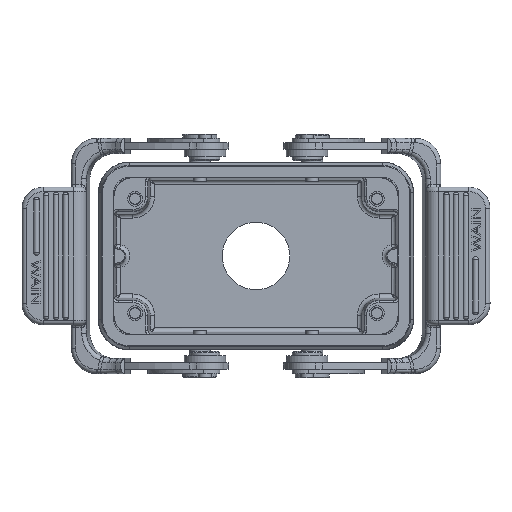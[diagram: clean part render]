
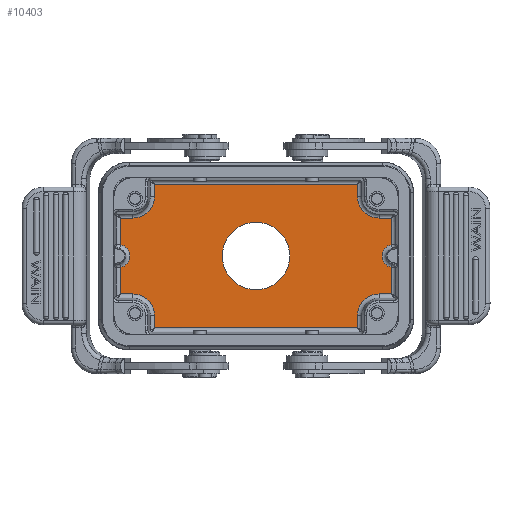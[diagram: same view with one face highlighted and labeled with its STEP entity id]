
A CAD part, front view. The second image highlights one B-rep face of the part: STEP entity #10403.
In plain terms, the highlighted planar face has unit normal (0, -1, 0).
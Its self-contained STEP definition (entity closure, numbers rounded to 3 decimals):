
#10403=ADVANCED_FACE('',(#12385,#12386),#11647,.T.);
#11647=PLANE('',#34358);
#12385=FACE_BOUND('',#13375,.T.);
#12386=FACE_BOUND('',#13376,.T.);
#13375=EDGE_LOOP('',(#18092));
#13376=EDGE_LOOP('',(#18093,#18094,#18095,#18096,#18097,#18098,#18099,#18100,
#18101,#18102,#18103,#18104,#18105,#18106,#18107,#18108,#18109,#18110,#18111,
#18112));
#14722=CIRCLE('',#34174,7.95);
#14742=CIRCLE('',#34214,5.053);
#14747=CIRCLE('',#34223,5.053);
#14774=CIRCLE('',#34288,2.772);
#14781=CIRCLE('',#34300,5.053);
#14793=CIRCLE('',#34323,5.053);
#14807=CIRCLE('',#34357,2.772);
#18092=ORIENTED_EDGE('',*,*,#26575,.F.);
#18093=ORIENTED_EDGE('',*,*,#26622,.T.);
#18094=ORIENTED_EDGE('',*,*,#26626,.F.);
#18095=ORIENTED_EDGE('',*,*,#26629,.T.);
#18096=ORIENTED_EDGE('',*,*,#26634,.T.);
#18097=ORIENTED_EDGE('',*,*,#26638,.T.);
#18098=ORIENTED_EDGE('',*,*,#26642,.F.);
#18099=ORIENTED_EDGE('',*,*,#26645,.T.);
#18100=ORIENTED_EDGE('',*,*,#26617,.T.);
#18101=ORIENTED_EDGE('',*,*,#26803,.F.);
#18102=ORIENTED_EDGE('',*,*,#26804,.T.);
#18103=ORIENTED_EDGE('',*,*,#26723,.T.);
#18104=ORIENTED_EDGE('',*,*,#26727,.F.);
#18105=ORIENTED_EDGE('',*,*,#26746,.T.);
#18106=ORIENTED_EDGE('',*,*,#26750,.T.);
#18107=ORIENTED_EDGE('',*,*,#26754,.T.);
#18108=ORIENTED_EDGE('',*,*,#26758,.F.);
#18109=ORIENTED_EDGE('',*,*,#26761,.T.);
#18110=ORIENTED_EDGE('',*,*,#26715,.T.);
#18111=ORIENTED_EDGE('',*,*,#26710,.F.);
#18112=ORIENTED_EDGE('',*,*,#26802,.T.);
#23724=VERTEX_POINT('',#47208);
#23755=VERTEX_POINT('',#47344);
#23758=VERTEX_POINT('',#47349);
#23761=VERTEX_POINT('',#47359);
#23763=VERTEX_POINT('',#47418);
#23765=VERTEX_POINT('',#47440);
#23767=VERTEX_POINT('',#47449);
#23770=VERTEX_POINT('',#47516);
#23773=VERTEX_POINT('',#47579);
#23775=VERTEX_POINT('',#47601);
#23815=VERTEX_POINT('',#47905);
#23816=VERTEX_POINT('',#47909);
#23817=VERTEX_POINT('',#47918);
#23823=VERTEX_POINT('',#47936);
#23825=VERTEX_POINT('',#47995);
#23827=VERTEX_POINT('',#48017);
#23838=VERTEX_POINT('',#48058);
#23840=VERTEX_POINT('',#48123);
#23843=VERTEX_POINT('',#48186);
#23845=VERTEX_POINT('',#48208);
#23871=VERTEX_POINT('',#48394);
#26575=EDGE_CURVE('',#23724,#23724,#14722,.T.);
#26617=EDGE_CURVE('',#23755,#23758,#29841,.T.);
#26622=EDGE_CURVE('',#23761,#23763,#29842,.T.);
#26626=EDGE_CURVE('',#23765,#23763,#14742,.T.);
#26629=EDGE_CURVE('',#23765,#23767,#29845,.T.);
#26634=EDGE_CURVE('',#23767,#23770,#29847,.T.);
#26638=EDGE_CURVE('',#23770,#23773,#29848,.T.);
#26642=EDGE_CURVE('',#23775,#23773,#14747,.T.);
#26645=EDGE_CURVE('',#23775,#23755,#29851,.T.);
#26710=EDGE_CURVE('',#23815,#23816,#14774,.T.);
#26715=EDGE_CURVE('',#23817,#23816,#29876,.T.);
#26723=EDGE_CURVE('',#23823,#23825,#29879,.T.);
#26727=EDGE_CURVE('',#23827,#23825,#14781,.T.);
#26746=EDGE_CURVE('',#23827,#23838,#29890,.T.);
#26750=EDGE_CURVE('',#23838,#23840,#29892,.T.);
#26754=EDGE_CURVE('',#23840,#23843,#29893,.T.);
#26758=EDGE_CURVE('',#23845,#23843,#14793,.T.);
#26761=EDGE_CURVE('',#23845,#23817,#29896,.T.);
#26802=EDGE_CURVE('',#23815,#23761,#29915,.T.);
#26803=EDGE_CURVE('',#23871,#23758,#14807,.T.);
#26804=EDGE_CURVE('',#23871,#23823,#29916,.T.);
#29841=LINE('',#47350,#32054);
#29842=LINE('',#47419,#32055);
#29845=LINE('',#47450,#32058);
#29847=LINE('',#47517,#32060);
#29848=LINE('',#47580,#32061);
#29851=LINE('',#47610,#32064);
#29876=LINE('',#47921,#32089);
#29879=LINE('',#47996,#32092);
#29890=LINE('',#48059,#32103);
#29892=LINE('',#48124,#32105);
#29893=LINE('',#48187,#32106);
#29896=LINE('',#48217,#32109);
#29915=LINE('',#48391,#32128);
#29916=LINE('',#48395,#32129);
#32054=VECTOR('',#38380,1.);
#32055=VECTOR('',#38387,1.);
#32058=VECTOR('',#38398,1.);
#32060=VECTOR('',#38404,1.);
#32061=VECTOR('',#38411,1.);
#32064=VECTOR('',#38422,1.);
#32089=VECTOR('',#38583,1.);
#32092=VECTOR('',#38596,1.);
#32103=VECTOR('',#38645,1.);
#32105=VECTOR('',#38649,1.);
#32106=VECTOR('',#38656,1.);
#32109=VECTOR('',#38667,1.);
#32128=VECTOR('',#38748,1.);
#32129=VECTOR('',#38753,1.);
#34174=AXIS2_PLACEMENT_3D('',#47207,#38297,#38298);
#34214=AXIS2_PLACEMENT_3D('',#47441,#38393,#38394);
#34223=AXIS2_PLACEMENT_3D('',#47602,#38417,#38418);
#34288=AXIS2_PLACEMENT_3D('',#47908,#38572,#38573);
#34300=AXIS2_PLACEMENT_3D('',#48018,#38602,#38603);
#34323=AXIS2_PLACEMENT_3D('',#48209,#38662,#38663);
#34357=AXIS2_PLACEMENT_3D('',#48393,#38751,#38752);
#34358=AXIS2_PLACEMENT_3D('',#48396,#38754,#38755);
#38297=DIRECTION('',(0.,-1.,0.));
#38298=DIRECTION('',(1.,0.,0.));
#38380=DIRECTION('',(0.,0.,-1.));
#38387=DIRECTION('',(-1.,0.,0.));
#38393=DIRECTION('',(0.,-1.,0.));
#38394=DIRECTION('',(0.,0.,-1.));
#38398=DIRECTION('',(0.,0.,1.));
#38404=DIRECTION('',(-1.,0.,0.));
#38411=DIRECTION('',(0.,0.,-1.));
#38417=DIRECTION('',(0.,-1.,0.));
#38418=DIRECTION('',(0.,0.,-1.));
#38422=DIRECTION('',(-1.,0.,0.));
#38572=DIRECTION('',(0.,-1.,0.));
#38573=DIRECTION('',(0.,0.,-1.));
#38583=DIRECTION('',(0.,0.,1.));
#38596=DIRECTION('',(1.,0.,0.));
#38602=DIRECTION('',(0.,-1.,0.));
#38603=DIRECTION('',(0.,0.,-1.));
#38645=DIRECTION('',(0.,0.,-1.));
#38649=DIRECTION('',(1.,0.,0.));
#38656=DIRECTION('',(0.,0.,1.));
#38662=DIRECTION('',(0.,-1.,0.));
#38663=DIRECTION('',(0.,0.,-1.));
#38667=DIRECTION('',(1.,0.,0.));
#38748=DIRECTION('',(0.,0.,1.));
#38751=DIRECTION('',(0.,-1.,0.));
#38752=DIRECTION('',(0.,0.,-1.));
#38753=DIRECTION('',(0.,0.,-1.));
#38754=DIRECTION('',(0.,-1.,0.));
#38755=DIRECTION('',(0.,0.,-1.));
#47207=CARTESIAN_POINT('',(0.,19.35,0.));
#47208=CARTESIAN_POINT('',(7.95,19.35,0.));
#47344=CARTESIAN_POINT('',(-31.946,19.35,8.946));
#47349=CARTESIAN_POINT('',(-31.947,19.35,2.717));
#47350=CARTESIAN_POINT('',(-31.947,19.35,-21.5));
#47359=CARTESIAN_POINT('',(31.946,19.35,8.946));
#47418=CARTESIAN_POINT('',(29.,19.35,8.947));
#47419=CARTESIAN_POINT('',(0.,19.35,8.947));
#47440=CARTESIAN_POINT('',(23.947,19.35,14.));
#47441=CARTESIAN_POINT('',(29.,19.35,14.));
#47449=CARTESIAN_POINT('',(23.946,19.35,16.946));
#47450=CARTESIAN_POINT('',(23.947,19.35,-21.5));
#47516=CARTESIAN_POINT('',(-23.946,19.35,16.946));
#47517=CARTESIAN_POINT('',(0.,19.35,16.947));
#47579=CARTESIAN_POINT('',(-23.947,19.35,14.));
#47580=CARTESIAN_POINT('',(-23.947,19.35,-21.5));
#47601=CARTESIAN_POINT('',(-29.,19.35,8.947));
#47602=CARTESIAN_POINT('',(-29.,19.35,14.));
#47610=CARTESIAN_POINT('',(0.,19.35,8.947));
#47905=CARTESIAN_POINT('',(31.947,19.35,2.717));
#47908=CARTESIAN_POINT('',(32.5,19.35,0.));
#47909=CARTESIAN_POINT('',(31.947,19.35,-2.717));
#47918=CARTESIAN_POINT('',(31.946,19.35,-8.946));
#47921=CARTESIAN_POINT('',(31.947,19.35,-21.5));
#47936=CARTESIAN_POINT('',(-31.946,19.35,-8.946));
#47995=CARTESIAN_POINT('',(-29.,19.35,-8.947));
#47996=CARTESIAN_POINT('',(0.,19.35,-8.947));
#48017=CARTESIAN_POINT('',(-23.947,19.35,-14.));
#48018=CARTESIAN_POINT('',(-29.,19.35,-14.));
#48058=CARTESIAN_POINT('',(-23.946,19.35,-16.946));
#48059=CARTESIAN_POINT('',(-23.947,19.35,-21.5));
#48123=CARTESIAN_POINT('',(23.946,19.35,-16.946));
#48124=CARTESIAN_POINT('',(0.,19.35,-16.947));
#48186=CARTESIAN_POINT('',(23.947,19.35,-14.));
#48187=CARTESIAN_POINT('',(23.947,19.35,-21.5));
#48208=CARTESIAN_POINT('',(29.,19.35,-8.947));
#48209=CARTESIAN_POINT('',(29.,19.35,-14.));
#48217=CARTESIAN_POINT('',(0.,19.35,-8.947));
#48391=CARTESIAN_POINT('',(31.947,19.35,-21.5));
#48393=CARTESIAN_POINT('',(-32.5,19.35,0.));
#48394=CARTESIAN_POINT('',(-31.947,19.35,-2.717));
#48395=CARTESIAN_POINT('',(-31.947,19.35,-21.5));
#48396=CARTESIAN_POINT('',(0.,19.35,-21.5));
